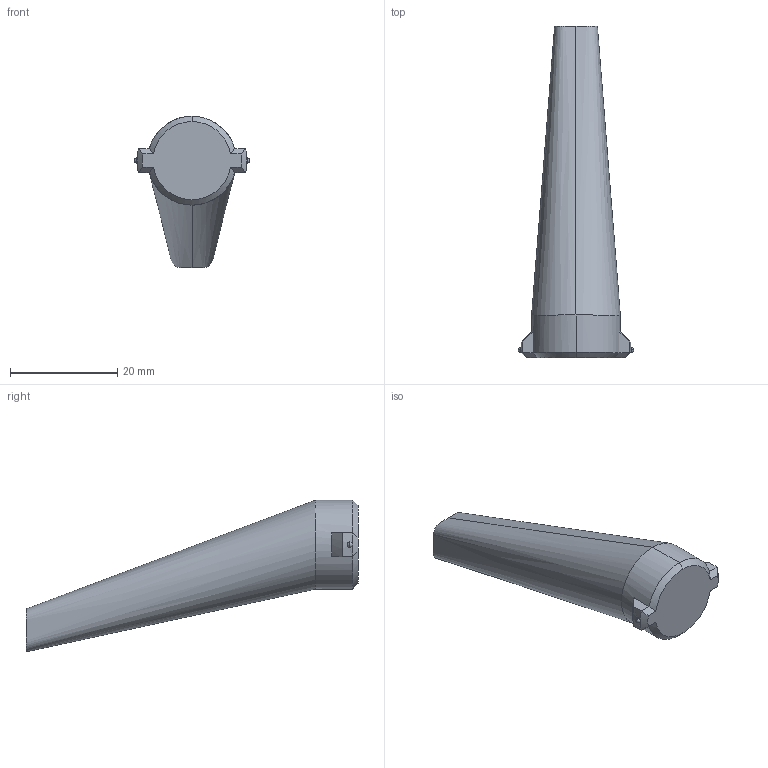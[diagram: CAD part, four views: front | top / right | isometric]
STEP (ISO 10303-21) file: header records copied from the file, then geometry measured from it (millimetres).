
FILE_DESCRIPTION (( 'STEP AP203' ), '1' );
FILE_NAME ('â3_2.STEP', '2021-12-04T13:05:57', ( '' ), ( '' ), 'SwSTEP 2.0', 'SolidWorks 2021', '' );
FILE_SCHEMA (( 'CONFIG_CONTROL_DESIGN' ));
Length unit declared in the file: millimetre
Products named in the file (1): â3_2
Bounding box: 21.56 x 62 x 28.3 mm (x, y, z)
Volume: 8832 mm3; surface area: 2935 mm2
Topology: 1 solids, 1 shells, 31 faces, 88 edges, 55 vertices
Faces by surface type: plane 10, cylinder 8, cone 7, sphere 4, bspline 2
Entity records: 1476 total; most frequent: CARTESIAN_POINT 665, ORIENTED_EDGE 160, DIRECTION 147, EDGE_CURVE 80, AXIS2_PLACEMENT_3D 59, VERTEX_POINT 51, FACE_OUTER_BOUND 31, ADVANCED_FACE 31
